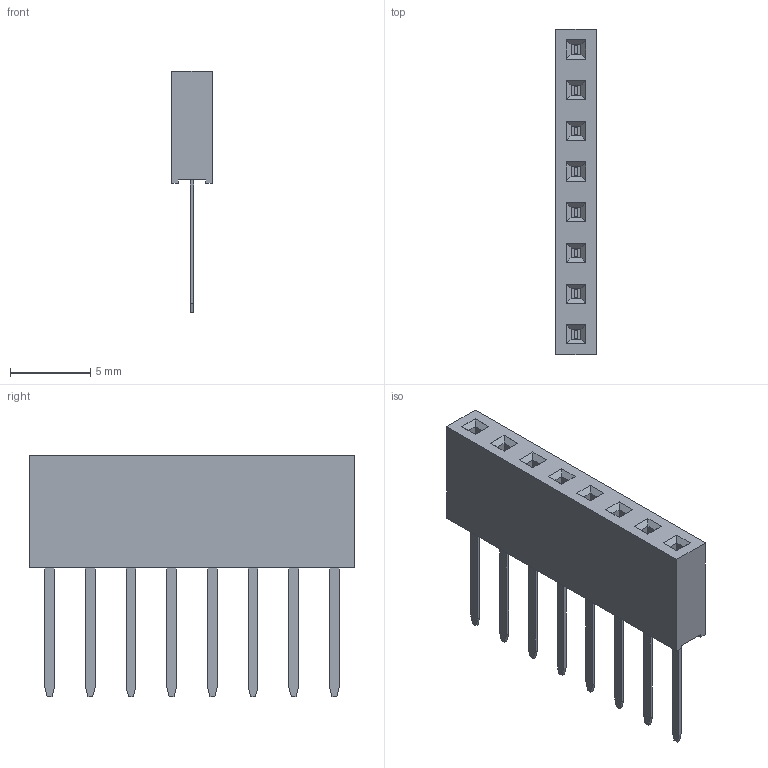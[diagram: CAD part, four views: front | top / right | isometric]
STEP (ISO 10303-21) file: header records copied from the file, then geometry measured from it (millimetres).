
FILE_DESCRIPTION(/* description */ ('model of PinSocket_1x08_P2.54mm_Vertical'),/* implementation_level */ '2;1');
FILE_NAME(/* name */ 'PinSocket_1x08_P2.54mm_Vertical_11mm.step',/* time_stamp */ '2024-11-24T14:10:16+01:00',/* author */ (''),/* organization */ (''),/* preprocessor_version */ 'ST-DEVELOPER v20',/* originating_system */ 'Autodesk Translation Framework v13.14.0.145',/* authorisation */ '');
FILE_SCHEMA (('AUTOMOTIVE_DESIGN { 1 0 10303 214 3 1 1 }'));
Length unit declared in the file: millimetre
Products named in the file (1): PinSocket_1x08_P254mm_Vertical
Bounding box: 2.54 x 20.32 x 15.1 mm (x, y, z)
Volume: 344.6 mm3; surface area: 659.6 mm2
Topology: 1 solids, 1 shells, 258 faces, 664 edges, 432 vertices
Faces by surface type: plane 258
Entity records: 7665 total; most frequent: CARTESIAN_POINT 1355, ORIENTED_EDGE 1328, DIRECTION 1182, LINE 664, VECTOR 664, EDGE_CURVE 664, VERTEX_POINT 432, EDGE_LOOP 282
